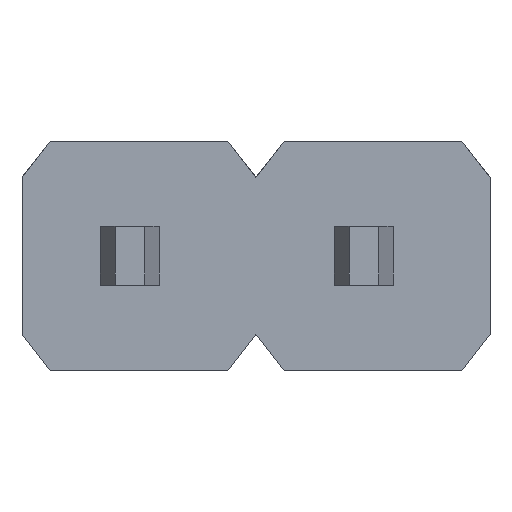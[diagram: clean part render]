
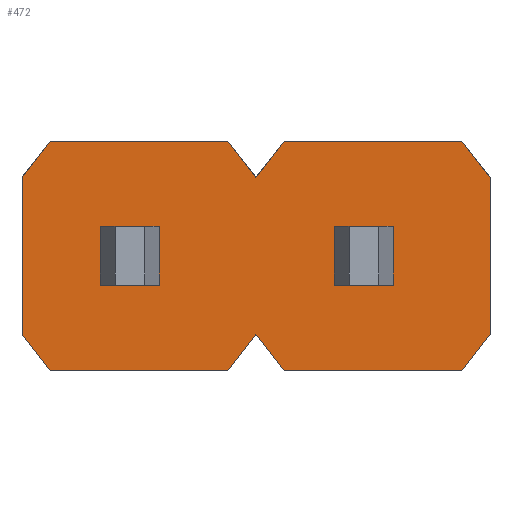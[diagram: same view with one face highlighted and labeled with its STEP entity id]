
A CAD part, front view. The second image highlights one B-rep face of the part: STEP entity #472.
In plain terms, the highlighted planar face has unit normal (0, -1, 0).
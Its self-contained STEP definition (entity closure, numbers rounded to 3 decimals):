
#340=EDGE_CURVE('',#848,#600,#939,.T.);
#344=VERTEX_POINT('',#944);
#374=VERTEX_POINT('',#976);
#392=EDGE_CURVE('',#792,#484,#996,.T.);
#404=VERTEX_POINT('',#1009);
#406=VERTEX_POINT('',#1011);
#436=EDGE_CURVE('',#406,#554,#1045,.T.);
#472=ADVANCED_FACE('',(#1086,#1087,#1088),#1089,.T.);
#484=VERTEX_POINT('',#1101);
#488=EDGE_CURVE('',#794,#848,#1106,.T.);
#496=VERTEX_POINT('',#1115);
#498=VERTEX_POINT('',#1117);
#502=VERTEX_POINT('',#1122);
#504=EDGE_CURVE('',#646,#498,#1124,.T.);
#512=EDGE_CURVE('',#824,#792,#1133,.T.);
#524=VERTEX_POINT('',#1146);
#540=EDGE_CURVE('',#374,#496,#1165,.T.);
#552=VERTEX_POINT('',#1177);
#554=VERTEX_POINT('',#1179);
#574=EDGE_CURVE('',#552,#708,#1199,.T.);
#580=EDGE_CURVE('',#496,#698,#1206,.T.);
#594=EDGE_CURVE('',#524,#824,#1221,.T.);
#600=VERTEX_POINT('',#1227);
#624=EDGE_CURVE('',#498,#800,#1252,.T.);
#630=EDGE_CURVE('',#344,#794,#1258,.T.);
#646=VERTEX_POINT('',#1276);
#698=VERTEX_POINT('',#1335);
#708=VERTEX_POINT('',#1346);
#712=VERTEX_POINT('',#1351);
#714=EDGE_CURVE('',#554,#552,#1353,.T.);
#720=EDGE_CURVE('',#404,#502,#1359,.T.);
#762=EDGE_CURVE('',#778,#646,#1404,.T.);
#778=VERTEX_POINT('',#1420);
#786=EDGE_CURVE('',#800,#344,#1429,.T.);
#788=EDGE_CURVE('',#708,#406,#1431,.T.);
#792=VERTEX_POINT('',#1436);
#794=VERTEX_POINT('',#1438);
#798=EDGE_CURVE('',#712,#404,#1442,.T.);
#800=VERTEX_POINT('',#1444);
#824=VERTEX_POINT('',#1473);
#844=EDGE_CURVE('',#484,#524,#1494,.T.);
#848=VERTEX_POINT('',#1498);
#868=EDGE_CURVE('',#502,#778,#1525,.T.);
#872=EDGE_CURVE('',#600,#374,#1529,.T.);
#876=EDGE_CURVE('',#698,#712,#1533,.T.);
#939=LINE('',#1601,#1602);
#944=CARTESIAN_POINT('',(0.1,-1.5,0.853));
#976=CARTESIAN_POINT('',(2.64,-1.5,-0.853));
#996=LINE('',#1680,#1681);
#1009=CARTESIAN_POINT('',(-0.205,-1.5,-1.251));
#1011=CARTESIAN_POINT('',(0.95,-1.5,0.32));
#1045=LINE('',#1743,#1744);
#1086=FACE_BOUND('',#1803,.T.);
#1087=FACE_BOUND('',#1804,.T.);
#1088=FACE_OUTER_BOUND('',#1805,.T.);
#1089=PLANE('',#1806);
#1101=CARTESIAN_POINT('',(-1.59,-1.5,0.32));
#1106=LINE('',#1830,#1831);
#1115=CARTESIAN_POINT('',(2.335,-1.5,-1.251));
#1117=CARTESIAN_POINT('',(-2.135,-1.5,1.245));
#1122=CARTESIAN_POINT('',(-2.135,-1.5,-1.251));
#1124=LINE('',#1852,#1853);
#1133=LINE('',#1867,#1868);
#1146=CARTESIAN_POINT('',(-0.95,-1.5,0.32));
#1165=LINE('',#1909,#1910);
#1177=CARTESIAN_POINT('',(1.59,-1.5,-0.32));
#1179=CARTESIAN_POINT('',(1.59,-1.5,0.32));
#1199=LINE('',#1967,#1968);
#1206=LINE('',#1978,#1979);
#1221=LINE('',#2001,#2002);
#1227=CARTESIAN_POINT('',(2.64,-1.5,0.853));
#1252=LINE('',#2056,#2057);
#1258=LINE('',#2068,#2069);
#1276=CARTESIAN_POINT('',(-2.44,-1.5,0.853));
#1335=CARTESIAN_POINT('',(0.405,-1.5,-1.251));
#1346=CARTESIAN_POINT('',(0.95,-1.5,-0.32));
#1351=CARTESIAN_POINT('',(0.1,-1.5,-0.853));
#1353=LINE('',#2195,#2196);
#1359=LINE('',#2207,#2208);
#1404=LINE('',#2270,#2271);
#1420=CARTESIAN_POINT('',(-2.44,-1.5,-0.853));
#1429=LINE('',#2311,#2312);
#1431=LINE('',#2315,#2316);
#1436=CARTESIAN_POINT('',(-1.59,-1.5,-0.32));
#1438=CARTESIAN_POINT('',(0.405,-1.5,1.245));
#1442=LINE('',#2328,#2329);
#1444=CARTESIAN_POINT('',(-0.205,-1.5,1.245));
#1473=CARTESIAN_POINT('',(-0.95,-1.5,-0.32));
#1494=LINE('',#2398,#2399);
#1498=CARTESIAN_POINT('',(2.335,-1.5,1.245));
#1525=LINE('',#2435,#2436);
#1529=LINE('',#2443,#2444);
#1533=LINE('',#2451,#2452);
#1601=CARTESIAN_POINT('',(2.335,-1.5,1.245));
#1602=VECTOR('',#2505,1.0);
#1680=CARTESIAN_POINT('',(-1.59,-1.5,0.249));
#1681=VECTOR('',#2558,1.0);
#1743=CARTESIAN_POINT('',(-0.2,-1.5,0.32));
#1744=VECTOR('',#2607,1.0);
#1803=EDGE_LOOP('',(#2660,#2661,#2662,#2663));
#1804=EDGE_LOOP('',(#2664,#2665,#2666,#2667));
#1805=EDGE_LOOP('',(#2668,#2669,#2670,#2671,#2672,#2673,#2674,#2675,#2676,#2677,#2678,#2679,#2680,#2681));
#1806=AXIS2_PLACEMENT_3D('',#2682,#2683,#2684);
#1830=CARTESIAN_POINT('',(0.405,-1.5,1.245));
#1831=VECTOR('',#2696,1.0);
#1852=CARTESIAN_POINT('',(-2.135,-1.5,1.245));
#1853=VECTOR('',#2714,1.0);
#1867=CARTESIAN_POINT('',(-1.47,-1.5,-0.32));
#1868=VECTOR('',#2725,1.0);
#1909=CARTESIAN_POINT('',(2.64,-1.5,-0.853));
#1910=VECTOR('',#2764,1.);
#1967=CARTESIAN_POINT('',(-0.2,-1.5,-0.32));
#1968=VECTOR('',#2776,1.0);
#1978=CARTESIAN_POINT('',(2.335,-1.5,-1.251));
#1979=VECTOR('',#2786,1.0);
#2001=CARTESIAN_POINT('',(-0.95,-1.5,0.249));
#2002=VECTOR('',#2798,1.0);
#2056=CARTESIAN_POINT('',(-2.135,-1.5,1.245));
#2057=VECTOR('',#2818,1.0);
#2068=CARTESIAN_POINT('',(0.405,-1.5,1.245));
#2069=VECTOR('',#2821,1.);
#2195=CARTESIAN_POINT('',(1.59,-1.5,0.249));
#2196=VECTOR('',#2937,1.0);
#2207=CARTESIAN_POINT('',(-0.205,-1.5,-1.251));
#2208=VECTOR('',#2940,1.0);
#2270=CARTESIAN_POINT('',(-2.44,-1.5,0.853));
#2271=VECTOR('',#2973,1.0);
#2311=CARTESIAN_POINT('',(-0.205,-1.5,1.245));
#2312=VECTOR('',#2989,1.);
#2315=CARTESIAN_POINT('',(0.95,-1.5,0.249));
#2316=VECTOR('',#2990,1.0);
#2328=CARTESIAN_POINT('',(0.1,-1.5,-0.853));
#2329=VECTOR('',#2999,1.0);
#2398=CARTESIAN_POINT('',(-1.47,-1.5,0.32));
#2399=VECTOR('',#3056,1.0);
#2435=CARTESIAN_POINT('',(-2.135,-1.5,-1.251));
#2436=VECTOR('',#3121,1.);
#2443=CARTESIAN_POINT('',(2.64,-1.5,0.853));
#2444=VECTOR('',#3123,1.0);
#2451=CARTESIAN_POINT('',(0.405,-1.5,-1.251));
#2452=VECTOR('',#3125,1.0);
#2505=DIRECTION('',(0.614,0.,-0.789));
#2558=DIRECTION('',(0.,0.,1.0));
#2607=DIRECTION('',(1.0,0.,0.));
#2660=ORIENTED_EDGE('',*,*,#436,.T.);
#2661=ORIENTED_EDGE('',*,*,#714,.T.);
#2662=ORIENTED_EDGE('',*,*,#574,.T.);
#2663=ORIENTED_EDGE('',*,*,#788,.T.);
#2664=ORIENTED_EDGE('',*,*,#844,.T.);
#2665=ORIENTED_EDGE('',*,*,#594,.T.);
#2666=ORIENTED_EDGE('',*,*,#512,.T.);
#2667=ORIENTED_EDGE('',*,*,#392,.T.);
#2668=ORIENTED_EDGE('',*,*,#786,.F.);
#2669=ORIENTED_EDGE('',*,*,#624,.F.);
#2670=ORIENTED_EDGE('',*,*,#504,.F.);
#2671=ORIENTED_EDGE('',*,*,#762,.F.);
#2672=ORIENTED_EDGE('',*,*,#868,.F.);
#2673=ORIENTED_EDGE('',*,*,#720,.F.);
#2674=ORIENTED_EDGE('',*,*,#798,.F.);
#2675=ORIENTED_EDGE('',*,*,#876,.F.);
#2676=ORIENTED_EDGE('',*,*,#580,.F.);
#2677=ORIENTED_EDGE('',*,*,#540,.F.);
#2678=ORIENTED_EDGE('',*,*,#872,.F.);
#2679=ORIENTED_EDGE('',*,*,#340,.F.);
#2680=ORIENTED_EDGE('',*,*,#488,.F.);
#2681=ORIENTED_EDGE('',*,*,#630,.F.);
#2682=CARTESIAN_POINT('',(-1.17,-1.5,-0.003));
#2683=DIRECTION('',(0.0,-1.0,0.));
#2684=DIRECTION('',(1.0,0.0,0.0));
#2696=DIRECTION('',(1.0,0.0,0.0));
#2714=DIRECTION('',(0.614,0.,0.789));
#2725=DIRECTION('',(-1.0,0.,0.));
#2764=DIRECTION('',(-0.608,0.,-0.794));
#2776=DIRECTION('',(-1.0,0.,0.));
#2786=DIRECTION('',(-1.0,0.0,0.0));
#2798=DIRECTION('',(0.,0.,-1.0));
#2818=DIRECTION('',(1.0,0.0,0.0));
#2821=DIRECTION('',(0.614,0.,0.789));
#2937=DIRECTION('',(0.,0.,-1.0));
#2940=DIRECTION('',(-1.0,0.0,0.0));
#2973=DIRECTION('',(0.0,0.,1.0));
#2989=DIRECTION('',(0.614,0.,-0.789));
#2990=DIRECTION('',(0.,0.,1.0));
#2999=DIRECTION('',(-0.608,0.,-0.794));
#3056=DIRECTION('',(1.0,0.,0.));
#3121=DIRECTION('',(-0.608,0.,0.794));
#3123=DIRECTION('',(0.0,0.,-1.0));
#3125=DIRECTION('',(-0.608,0.,0.794));
